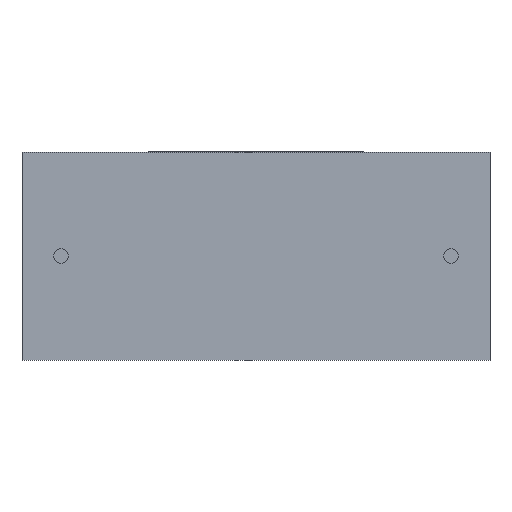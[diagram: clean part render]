
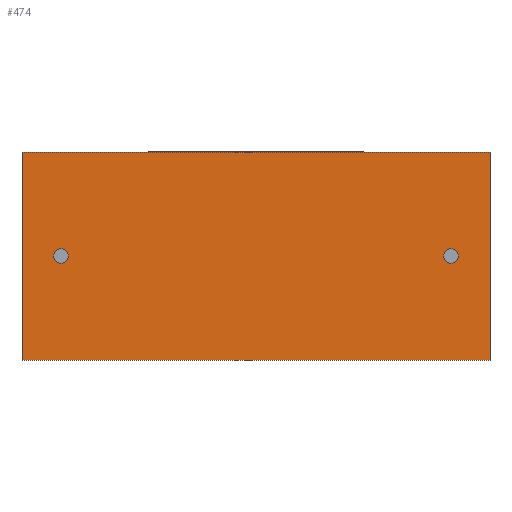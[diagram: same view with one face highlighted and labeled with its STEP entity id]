
A CAD part, front view. The second image highlights one B-rep face of the part: STEP entity #474.
In plain terms, the highlighted planar face has unit normal (0, -1, 0).
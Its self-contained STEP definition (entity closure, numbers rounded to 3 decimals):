
#27 = DIRECTION ( 'NONE',  ( 1., 0., 0. ) ) ;
#29 = EDGE_LOOP ( 'NONE', ( #1349, #1093 ) ) ;
#44 = LINE ( 'NONE', #981, #2025 ) ;
#64 = EDGE_CURVE ( 'NONE', #1378, #257, #212, .T. ) ;
#71 = CARTESIAN_POINT ( 'NONE',  ( 24.75, 0., 6.425 ) ) ;
#97 = VERTEX_POINT ( 'NONE', #144 ) ;
#133 = EDGE_LOOP ( 'NONE', ( #677, #766 ) ) ;
#144 = CARTESIAN_POINT ( 'NONE',  ( 2.25, 0., 5.575 ) ) ;
#159 = CARTESIAN_POINT ( 'NONE',  ( 2.25, 0., 6.425 ) ) ;
#164 = AXIS2_PLACEMENT_3D ( 'NONE', #901, #2434, #1660 ) ;
#190 = DIRECTION ( 'NONE',  ( 1., 0., 0. ) ) ;
#212 = LINE ( 'NONE', #923, #372 ) ;
#217 = VERTEX_POINT ( 'NONE', #159 ) ;
#246 = CARTESIAN_POINT ( 'NONE',  ( 24.75, 0., 6. ) ) ;
#257 = VERTEX_POINT ( 'NONE', #1914 ) ;
#263 = LINE ( 'NONE', #1344, #2274 ) ;
#272 = VERTEX_POINT ( 'NONE', #1900 ) ;
#277 = VECTOR ( 'NONE', #1677, 1000. ) ;
#278 = ORIENTED_EDGE ( 'NONE', *, *, #1505, .T. ) ;
#323 = EDGE_LOOP ( 'NONE', ( #278, #1121, #1127, #1904 ) ) ;
#372 = VECTOR ( 'NONE', #1122, 1000. ) ;
#418 = PLANE ( 'NONE',  #1140 ) ;
#474 = ADVANCED_FACE ( 'NONE', ( #2451, #627, #1386 ), #418, .F. ) ;
#588 = CARTESIAN_POINT ( 'NONE',  ( 27., 0., 0. ) ) ;
#589 = CIRCLE ( 'NONE', #1018, 0.425 ) ;
#614 = DIRECTION ( 'NONE',  ( 0., 0., -1. ) ) ;
#627 = FACE_OUTER_BOUND ( 'NONE', #323, .T. ) ;
#677 = ORIENTED_EDGE ( 'NONE', *, *, #945, .F. ) ;
#698 = CARTESIAN_POINT ( 'NONE',  ( 24.75, 0., 6. ) ) ;
#766 = ORIENTED_EDGE ( 'NONE', *, *, #1243, .F. ) ;
#780 = DIRECTION ( 'NONE',  ( 0., -1., 0. ) ) ;
#790 = LINE ( 'NONE', #1688, #277 ) ;
#799 = CIRCLE ( 'NONE', #164, 0.425 ) ;
#815 = VERTEX_POINT ( 'NONE', #71 ) ;
#824 = EDGE_CURVE ( 'NONE', #1378, #272, #263, .T. ) ;
#870 = DIRECTION ( 'NONE',  ( 0., 0., 1. ) ) ;
#901 = CARTESIAN_POINT ( 'NONE',  ( 2.25, 0., 6. ) ) ;
#912 = AXIS2_PLACEMENT_3D ( 'NONE', #698, #1815, #1822 ) ;
#923 = CARTESIAN_POINT ( 'NONE',  ( 0., 0., 12. ) ) ;
#942 = VERTEX_POINT ( 'NONE', #588 ) ;
#945 = EDGE_CURVE ( 'NONE', #217, #97, #1814, .T. ) ;
#981 = CARTESIAN_POINT ( 'NONE',  ( 0., 0., 0. ) ) ;
#1018 = AXIS2_PLACEMENT_3D ( 'NONE', #246, #1387, #614 ) ;
#1093 = ORIENTED_EDGE ( 'NONE', *, *, #2322, .T. ) ;
#1121 = ORIENTED_EDGE ( 'NONE', *, *, #1779, .F. ) ;
#1122 = DIRECTION ( 'NONE',  ( 0., 0., -1. ) ) ;
#1127 = ORIENTED_EDGE ( 'NONE', *, *, #824, .F. ) ;
#1135 = EDGE_CURVE ( 'NONE', #815, #1510, #589, .T. ) ;
#1140 = AXIS2_PLACEMENT_3D ( 'NONE', #1640, #2399, #870 ) ;
#1243 = EDGE_CURVE ( 'NONE', #97, #217, #799, .T. ) ;
#1344 = CARTESIAN_POINT ( 'NONE',  ( 0., 0., 12. ) ) ;
#1349 = ORIENTED_EDGE ( 'NONE', *, *, #1135, .T. ) ;
#1378 = VERTEX_POINT ( 'NONE', #2287 ) ;
#1386 = FACE_BOUND ( 'NONE', #133, .T. ) ;
#1387 = DIRECTION ( 'NONE',  ( 0., 1., 0. ) ) ;
#1505 = EDGE_CURVE ( 'NONE', #257, #942, #44, .T. ) ;
#1510 = VERTEX_POINT ( 'NONE', #2145 ) ;
#1562 = DIRECTION ( 'NONE',  ( 0., 0., 1. ) ) ;
#1640 = CARTESIAN_POINT ( 'NONE',  ( 0., 0., 12. ) ) ;
#1660 = DIRECTION ( 'NONE',  ( 0., 0., 1. ) ) ;
#1677 = DIRECTION ( 'NONE',  ( 0., 0., -1. ) ) ;
#1688 = CARTESIAN_POINT ( 'NONE',  ( 27., 0., 12. ) ) ;
#1779 = EDGE_CURVE ( 'NONE', #272, #942, #790, .T. ) ;
#1814 = CIRCLE ( 'NONE', #1958, 0.425 ) ;
#1815 = DIRECTION ( 'NONE',  ( 0., 1., 0. ) ) ;
#1822 = DIRECTION ( 'NONE',  ( 0., 0., -1. ) ) ;
#1900 = CARTESIAN_POINT ( 'NONE',  ( 27., 0., 12. ) ) ;
#1904 = ORIENTED_EDGE ( 'NONE', *, *, #64, .T. ) ;
#1914 = CARTESIAN_POINT ( 'NONE',  ( 0., 0., 0. ) ) ;
#1934 = CARTESIAN_POINT ( 'NONE',  ( 2.25, 0., 6. ) ) ;
#1958 = AXIS2_PLACEMENT_3D ( 'NONE', #1934, #780, #1562 ) ;
#2025 = VECTOR ( 'NONE', #27, 1000. ) ;
#2145 = CARTESIAN_POINT ( 'NONE',  ( 24.75, 0., 5.575 ) ) ;
#2274 = VECTOR ( 'NONE', #190, 1000. ) ;
#2287 = CARTESIAN_POINT ( 'NONE',  ( 0., 0., 12. ) ) ;
#2322 = EDGE_CURVE ( 'NONE', #1510, #815, #2425, .T. ) ;
#2399 = DIRECTION ( 'NONE',  ( 0., 1., 0. ) ) ;
#2425 = CIRCLE ( 'NONE', #912, 0.425 ) ;
#2434 = DIRECTION ( 'NONE',  ( 0., -1., 0. ) ) ;
#2451 = FACE_BOUND ( 'NONE', #29, .T. ) ;
